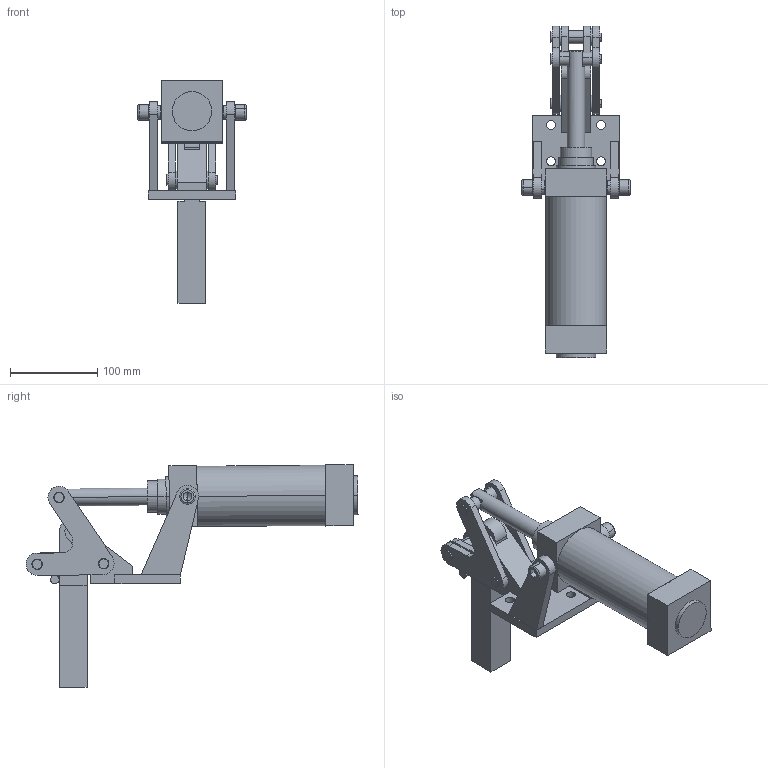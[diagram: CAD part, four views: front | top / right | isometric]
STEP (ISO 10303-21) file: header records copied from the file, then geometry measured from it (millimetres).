
FILE_DESCRIPTION (( 'STEP AP203' ), '1' );
FILE_NAME ('CH-20840-A.STEP', '2020-03-23T06:33:19', ( 'User' ), ( 'china' ), 'SwSTEP 2.0', 'SolidWorks 2018', '' );
FILE_SCHEMA (( 'CONFIG_CONTROL_DESIGN' ));
Length unit declared in the file: millimetre
Products named in the file (49): PINGDIANPIAN; 20840-A-01-02; 20840-A-06; 20840-A-01-01; 20840-A-12; 20840-A-08; 20840-A-01-03; 20840-A-07; hexagon socket head cap screws gb; 20840-A-09; 20840-A-02; 20840-A-10; 20840-A-03; 20840-A-11; CH-20840-A; 20840-A-04; AIR-00; AIR-01; hexagon socket head cap screws gb_GB_FASTENER_SCREWS_HSHCS M12X25-S
Assembly tree (31 placements, depth 2):
  PINGDIANPIAN
  20840-A-06
  20840-A-01-01
  20840-A-12
  PINGDIANPIAN
Bounding box: 124 x 379.96 x 254.89 mm (x, y, z)
Volume: 1404951.2 mm3; surface area: 241442.5 mm2
Topology: 31 solids, 31 shells, 1092 faces, 2683 edges, 1672 vertices
Faces by surface type: cylinder 668, cone 251, plane 159, torus 10, bspline 4
Entity records: 27372 total; most frequent: CARTESIAN_POINT 5676, DIRECTION 3980, ORIENTED_EDGE 3436, EDGE_CURVE 1718, AXIS2_PLACEMENT_3D 1631, VERTEX_POINT 1087, CIRCLE 914, EDGE_LOOP 745
